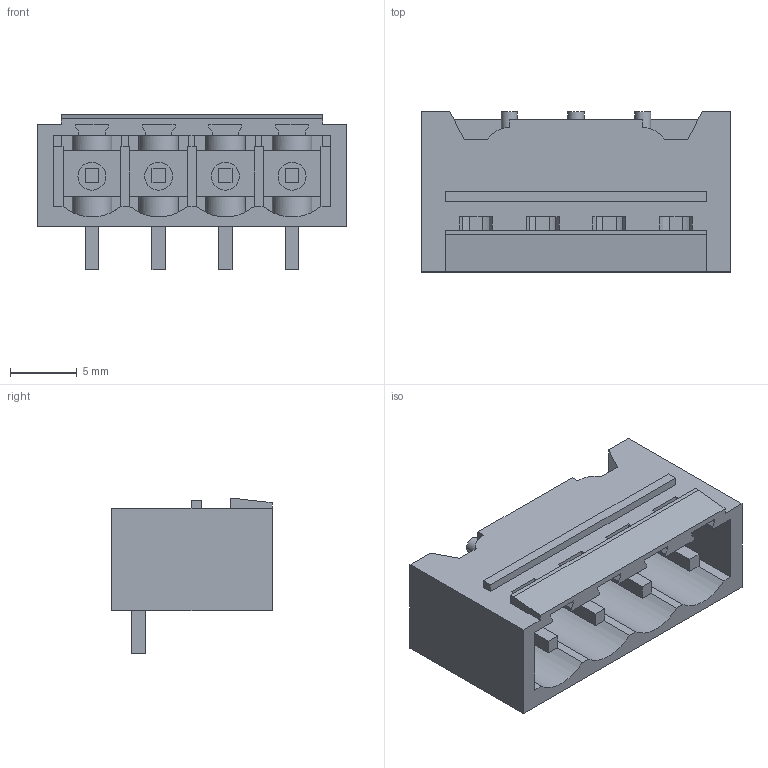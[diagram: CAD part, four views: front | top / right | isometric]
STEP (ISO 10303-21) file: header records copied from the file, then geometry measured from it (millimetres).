
FILE_DESCRIPTION(('CATIA V5 STEP Exchange','CAx-IF Rec.Pracs.--- Model Styling and Organization---1.2---2011-12-15'),'2;1');
FILE_NAME ('7592411_2_1840140000_1840140000.stp','2018-03-08T10:34:38+00:00',('none'),('Weidmueller'),'CATIA Version 5-6 Release 2014','CATIA V5 STEP AP214','none');
FILE_SCHEMA(('AUTOMOTIVE_DESIGN { 1 0 10303 214 1 1 1 1 }'));
Length unit declared in the file: millimetre
Products named in the file (1): 1840140000
Bounding box: 23.2 x 12 x 11.63 mm (x, y, z)
Volume: 952.9 mm3; surface area: 2146.2 mm2
Topology: 5 solids, 5 shells, 331 faces, 993 edges, 666 vertices
Faces by surface type: plane 277, cylinder 50, extrusion 4
Entity records: 10567 total; most frequent: CARTESIAN_POINT 2074, ORIENTED_EDGE 1986, DIRECTION 1393, EDGE_CURVE 993, VECTOR 827, LINE 823, VERTEX_POINT 666, AXIS2_PLACEMENT_3D 349
